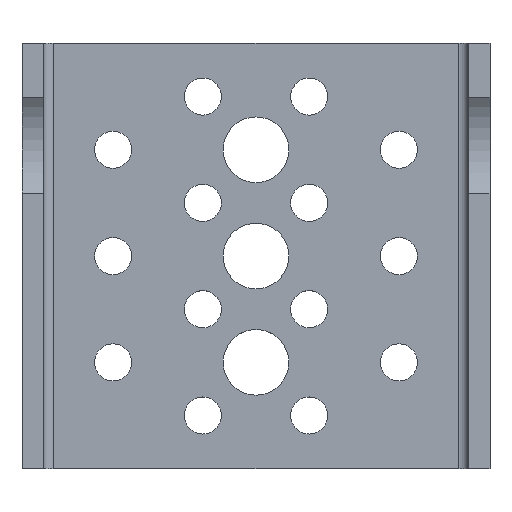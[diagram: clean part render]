
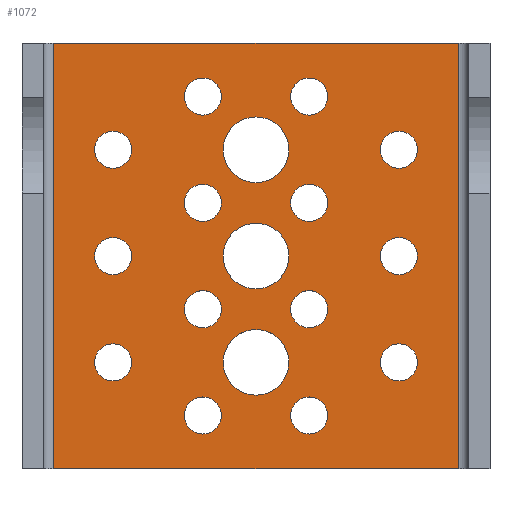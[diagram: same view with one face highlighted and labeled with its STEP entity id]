
A CAD part, top view. The second image highlights one B-rep face of the part: STEP entity #1072.
In plain terms, the highlighted planar face has unit normal (0, 0, 1).
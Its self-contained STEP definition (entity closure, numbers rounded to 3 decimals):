
#42=FACE_BOUND('',#193,.T.);
#43=FACE_BOUND('',#194,.T.);
#44=FACE_BOUND('',#195,.T.);
#45=FACE_BOUND('',#196,.T.);
#46=FACE_BOUND('',#197,.T.);
#47=FACE_BOUND('',#198,.T.);
#48=FACE_BOUND('',#199,.T.);
#49=FACE_BOUND('',#200,.T.);
#50=FACE_BOUND('',#201,.T.);
#51=FACE_BOUND('',#202,.T.);
#52=FACE_BOUND('',#203,.T.);
#53=FACE_BOUND('',#204,.T.);
#54=FACE_BOUND('',#205,.T.);
#55=FACE_BOUND('',#206,.T.);
#56=FACE_BOUND('',#207,.T.);
#57=FACE_BOUND('',#208,.T.);
#58=FACE_BOUND('',#209,.T.);
#75=PLANE('',#1225);
#120=FACE_OUTER_BOUND('',#192,.T.);
#192=EDGE_LOOP('',(#937,#938,#939,#940));
#193=EDGE_LOOP('',(#941));
#194=EDGE_LOOP('',(#942));
#195=EDGE_LOOP('',(#943));
#196=EDGE_LOOP('',(#944));
#197=EDGE_LOOP('',(#945));
#198=EDGE_LOOP('',(#946));
#199=EDGE_LOOP('',(#947));
#200=EDGE_LOOP('',(#948));
#201=EDGE_LOOP('',(#949));
#202=EDGE_LOOP('',(#950));
#203=EDGE_LOOP('',(#951));
#204=EDGE_LOOP('',(#952));
#205=EDGE_LOOP('',(#953));
#206=EDGE_LOOP('',(#954));
#207=EDGE_LOOP('',(#955));
#208=EDGE_LOOP('',(#956));
#209=EDGE_LOOP('',(#957));
#277=LINE('',#1837,#340);
#280=LINE('',#1849,#343);
#281=LINE('',#1852,#344);
#283=LINE('',#1857,#346);
#340=VECTOR('',#1523,10.);
#343=VECTOR('',#1538,10.);
#344=VECTOR('',#1541,10.);
#346=VECTOR('',#1547,10.);
#382=CIRCLE('',#1146,3.1);
#385=CIRCLE('',#1150,3.1);
#388=CIRCLE('',#1154,3.1);
#391=CIRCLE('',#1158,1.75);
#394=CIRCLE('',#1162,1.75);
#397=CIRCLE('',#1166,1.75);
#400=CIRCLE('',#1170,1.75);
#403=CIRCLE('',#1174,1.75);
#406=CIRCLE('',#1178,1.75);
#409=CIRCLE('',#1182,1.75);
#412=CIRCLE('',#1186,1.75);
#415=CIRCLE('',#1190,1.75);
#418=CIRCLE('',#1194,1.75);
#421=CIRCLE('',#1198,1.75);
#424=CIRCLE('',#1202,1.75);
#427=CIRCLE('',#1206,1.75);
#430=CIRCLE('',#1210,1.75);
#484=VERTEX_POINT('',#1684);
#487=VERTEX_POINT('',#1692);
#490=VERTEX_POINT('',#1700);
#493=VERTEX_POINT('',#1708);
#496=VERTEX_POINT('',#1716);
#499=VERTEX_POINT('',#1724);
#502=VERTEX_POINT('',#1732);
#505=VERTEX_POINT('',#1740);
#508=VERTEX_POINT('',#1748);
#511=VERTEX_POINT('',#1756);
#514=VERTEX_POINT('',#1764);
#517=VERTEX_POINT('',#1772);
#520=VERTEX_POINT('',#1780);
#523=VERTEX_POINT('',#1788);
#526=VERTEX_POINT('',#1796);
#529=VERTEX_POINT('',#1804);
#532=VERTEX_POINT('',#1812);
#540=VERTEX_POINT('',#1834);
#541=VERTEX_POINT('',#1836);
#544=VERTEX_POINT('',#1847);
#545=VERTEX_POINT('',#1851);
#607=EDGE_CURVE('',#484,#484,#382,.T.);
#611=EDGE_CURVE('',#487,#487,#385,.T.);
#615=EDGE_CURVE('',#490,#490,#388,.T.);
#619=EDGE_CURVE('',#493,#493,#391,.T.);
#623=EDGE_CURVE('',#496,#496,#394,.T.);
#627=EDGE_CURVE('',#499,#499,#397,.T.);
#631=EDGE_CURVE('',#502,#502,#400,.T.);
#635=EDGE_CURVE('',#505,#505,#403,.T.);
#639=EDGE_CURVE('',#508,#508,#406,.T.);
#643=EDGE_CURVE('',#511,#511,#409,.T.);
#647=EDGE_CURVE('',#514,#514,#412,.T.);
#651=EDGE_CURVE('',#517,#517,#415,.T.);
#655=EDGE_CURVE('',#520,#520,#418,.T.);
#659=EDGE_CURVE('',#523,#523,#421,.T.);
#663=EDGE_CURVE('',#526,#526,#424,.T.);
#667=EDGE_CURVE('',#529,#529,#427,.T.);
#671=EDGE_CURVE('',#532,#532,#430,.T.);
#682=EDGE_CURVE('',#541,#540,#277,.T.);
#689=EDGE_CURVE('',#544,#540,#280,.T.);
#690=EDGE_CURVE('',#541,#545,#281,.T.);
#693=EDGE_CURVE('',#545,#544,#283,.T.);
#937=ORIENTED_EDGE('',*,*,#689,.F.);
#938=ORIENTED_EDGE('',*,*,#693,.F.);
#939=ORIENTED_EDGE('',*,*,#690,.F.);
#940=ORIENTED_EDGE('',*,*,#682,.T.);
#941=ORIENTED_EDGE('',*,*,#607,.T.);
#942=ORIENTED_EDGE('',*,*,#611,.T.);
#943=ORIENTED_EDGE('',*,*,#615,.T.);
#944=ORIENTED_EDGE('',*,*,#619,.T.);
#945=ORIENTED_EDGE('',*,*,#623,.T.);
#946=ORIENTED_EDGE('',*,*,#627,.T.);
#947=ORIENTED_EDGE('',*,*,#631,.T.);
#948=ORIENTED_EDGE('',*,*,#635,.T.);
#949=ORIENTED_EDGE('',*,*,#639,.T.);
#950=ORIENTED_EDGE('',*,*,#643,.T.);
#951=ORIENTED_EDGE('',*,*,#647,.T.);
#952=ORIENTED_EDGE('',*,*,#651,.T.);
#953=ORIENTED_EDGE('',*,*,#655,.T.);
#954=ORIENTED_EDGE('',*,*,#659,.T.);
#955=ORIENTED_EDGE('',*,*,#663,.T.);
#956=ORIENTED_EDGE('',*,*,#667,.T.);
#957=ORIENTED_EDGE('',*,*,#671,.T.);
#1072=ADVANCED_FACE('',(#120,#42,#43,#44,#45,#46,#47,#48,#49,#50,#51,#52,
#53,#54,#55,#56,#57,#58),#75,.T.);
#1146=AXIS2_PLACEMENT_3D('',#1686,#1358,#1359);
#1150=AXIS2_PLACEMENT_3D('',#1694,#1367,#1368);
#1154=AXIS2_PLACEMENT_3D('',#1702,#1376,#1377);
#1158=AXIS2_PLACEMENT_3D('',#1710,#1385,#1386);
#1162=AXIS2_PLACEMENT_3D('',#1718,#1394,#1395);
#1166=AXIS2_PLACEMENT_3D('',#1726,#1403,#1404);
#1170=AXIS2_PLACEMENT_3D('',#1734,#1412,#1413);
#1174=AXIS2_PLACEMENT_3D('',#1742,#1421,#1422);
#1178=AXIS2_PLACEMENT_3D('',#1750,#1430,#1431);
#1182=AXIS2_PLACEMENT_3D('',#1758,#1439,#1440);
#1186=AXIS2_PLACEMENT_3D('',#1766,#1448,#1449);
#1190=AXIS2_PLACEMENT_3D('',#1774,#1457,#1458);
#1194=AXIS2_PLACEMENT_3D('',#1782,#1466,#1467);
#1198=AXIS2_PLACEMENT_3D('',#1790,#1475,#1476);
#1202=AXIS2_PLACEMENT_3D('',#1798,#1484,#1485);
#1206=AXIS2_PLACEMENT_3D('',#1806,#1493,#1494);
#1210=AXIS2_PLACEMENT_3D('',#1814,#1502,#1503);
#1225=AXIS2_PLACEMENT_3D('',#1856,#1545,#1546);
#1358=DIRECTION('center_axis',(0.,0.,-1.));
#1359=DIRECTION('ref_axis',(-1.,0.,0.));
#1367=DIRECTION('center_axis',(0.,0.,-1.));
#1368=DIRECTION('ref_axis',(-1.,0.,0.));
#1376=DIRECTION('center_axis',(0.,0.,-1.));
#1377=DIRECTION('ref_axis',(-1.,0.,0.));
#1385=DIRECTION('center_axis',(0.,0.,-1.));
#1386=DIRECTION('ref_axis',(-1.,0.,0.));
#1394=DIRECTION('center_axis',(0.,0.,-1.));
#1395=DIRECTION('ref_axis',(-1.,0.,0.));
#1403=DIRECTION('center_axis',(0.,0.,-1.));
#1404=DIRECTION('ref_axis',(-1.,0.,0.));
#1412=DIRECTION('center_axis',(0.,0.,-1.));
#1413=DIRECTION('ref_axis',(-1.,0.,0.));
#1421=DIRECTION('center_axis',(0.,0.,-1.));
#1422=DIRECTION('ref_axis',(-1.,0.,0.));
#1430=DIRECTION('center_axis',(0.,0.,-1.));
#1431=DIRECTION('ref_axis',(-1.,0.,0.));
#1439=DIRECTION('center_axis',(0.,0.,-1.));
#1440=DIRECTION('ref_axis',(-1.,0.,0.));
#1448=DIRECTION('center_axis',(0.,0.,-1.));
#1449=DIRECTION('ref_axis',(-1.,0.,0.));
#1457=DIRECTION('center_axis',(0.,0.,-1.));
#1458=DIRECTION('ref_axis',(-1.,0.,0.));
#1466=DIRECTION('center_axis',(0.,0.,-1.));
#1467=DIRECTION('ref_axis',(-1.,0.,0.));
#1475=DIRECTION('center_axis',(0.,0.,-1.));
#1476=DIRECTION('ref_axis',(-1.,0.,0.));
#1484=DIRECTION('center_axis',(0.,0.,-1.));
#1485=DIRECTION('ref_axis',(-1.,0.,0.));
#1493=DIRECTION('center_axis',(0.,0.,-1.));
#1494=DIRECTION('ref_axis',(-1.,0.,0.));
#1502=DIRECTION('center_axis',(0.,0.,-1.));
#1503=DIRECTION('ref_axis',(-1.,0.,0.));
#1523=DIRECTION('',(1.,0.,0.));
#1538=DIRECTION('',(0.,-1.,0.));
#1541=DIRECTION('',(0.,1.,0.));
#1545=DIRECTION('center_axis',(0.,0.,1.));
#1546=DIRECTION('ref_axis',(1.,0.,0.));
#1547=DIRECTION('',(1.,0.,0.));
#1684=CARTESIAN_POINT('',(3.1,10.059,-8.));
#1686=CARTESIAN_POINT('Origin',(0.,10.059,-8.));
#1692=CARTESIAN_POINT('',(3.1,20.1,-8.));
#1694=CARTESIAN_POINT('Origin',(0.,20.1,-8.));
#1700=CARTESIAN_POINT('',(3.1,30.141,-8.));
#1702=CARTESIAN_POINT('Origin',(0.,30.141,-8.));
#1708=CARTESIAN_POINT('',(15.25,20.1,-8.));
#1710=CARTESIAN_POINT('Origin',(13.5,20.1,-8.));
#1716=CARTESIAN_POINT('',(-11.75,30.141,-8.));
#1718=CARTESIAN_POINT('Origin',(-13.5,30.141,-8.));
#1724=CARTESIAN_POINT('',(-11.75,10.059,-8.));
#1726=CARTESIAN_POINT('Origin',(-13.5,10.059,-8.));
#1732=CARTESIAN_POINT('',(6.77,25.12,-8.));
#1734=CARTESIAN_POINT('Origin',(5.02,25.12,-8.));
#1740=CARTESIAN_POINT('',(6.77,5.039,-8.));
#1742=CARTESIAN_POINT('Origin',(5.02,5.039,-8.));
#1748=CARTESIAN_POINT('',(-3.27,15.08,-8.));
#1750=CARTESIAN_POINT('Origin',(-5.02,15.08,-8.));
#1756=CARTESIAN_POINT('',(-3.27,35.161,-8.));
#1758=CARTESIAN_POINT('Origin',(-5.02,35.161,-8.));
#1764=CARTESIAN_POINT('',(-3.27,25.12,-8.));
#1766=CARTESIAN_POINT('Origin',(-5.02,25.12,-8.));
#1772=CARTESIAN_POINT('',(-3.27,5.039,-8.));
#1774=CARTESIAN_POINT('Origin',(-5.02,5.039,-8.));
#1780=CARTESIAN_POINT('',(6.77,15.08,-8.));
#1782=CARTESIAN_POINT('Origin',(5.02,15.08,-8.));
#1788=CARTESIAN_POINT('',(6.77,35.161,-8.));
#1790=CARTESIAN_POINT('Origin',(5.02,35.161,-8.));
#1796=CARTESIAN_POINT('',(-11.75,20.1,-8.));
#1798=CARTESIAN_POINT('Origin',(-13.5,20.1,-8.));
#1804=CARTESIAN_POINT('',(15.25,30.141,-8.));
#1806=CARTESIAN_POINT('Origin',(13.5,30.141,-8.));
#1812=CARTESIAN_POINT('',(15.25,10.059,-8.));
#1814=CARTESIAN_POINT('Origin',(13.5,10.059,-8.));
#1834=CARTESIAN_POINT('',(19.1,0.,-8.));
#1836=CARTESIAN_POINT('',(-19.1,0.,-8.));
#1837=CARTESIAN_POINT('',(-20.1,0.,-8.));
#1847=CARTESIAN_POINT('',(19.1,40.2,-8.));
#1849=CARTESIAN_POINT('',(19.1,0.,-8.));
#1851=CARTESIAN_POINT('',(-19.1,40.2,-8.));
#1852=CARTESIAN_POINT('',(-19.1,0.,-8.));
#1856=CARTESIAN_POINT('Origin',(-20.1,0.,-8.));
#1857=CARTESIAN_POINT('',(-20.1,40.2,-8.));
